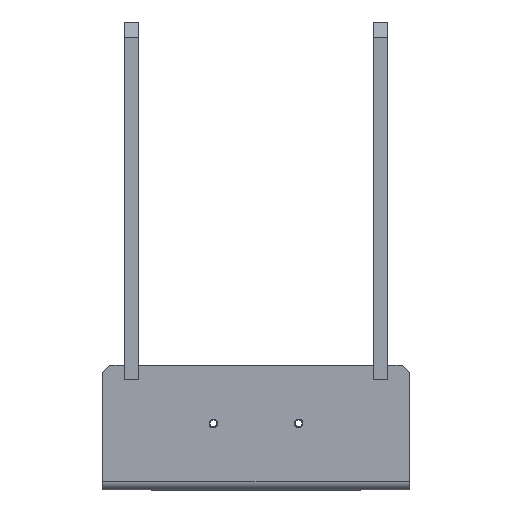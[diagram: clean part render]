
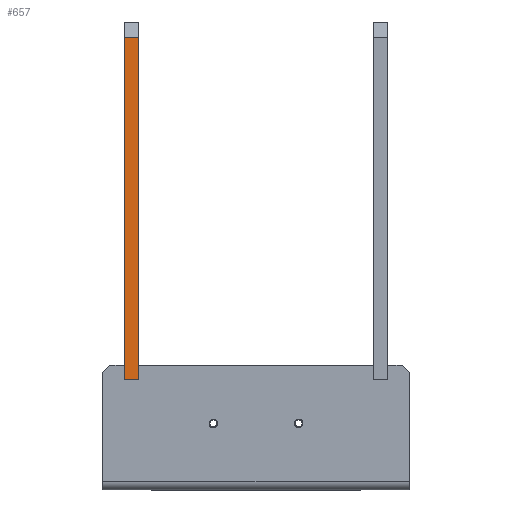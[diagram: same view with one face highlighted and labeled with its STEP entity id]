
A CAD part, left-side view. The second image highlights one B-rep face of the part: STEP entity #657.
In plain terms, the highlighted free-form (B-spline) face has degree [1, 1] with [2, 2] control points.
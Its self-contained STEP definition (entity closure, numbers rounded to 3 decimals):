
#657 = ADVANCED_FACE('',(#658),#688,.T.);
#658 = FACE_BOUND('',#659,.T.);
#659 = EDGE_LOOP('',(#660,#669,#676,#683));
#660 = ORIENTED_EDGE('',*,*,#661,.F.);
#661 = EDGE_CURVE('',#662,#664,#666,.T.);
#662 = VERTEX_POINT('',#663);
#663 = CARTESIAN_POINT('',(-152.912,215.299,
    -110.439));
#664 = VERTEX_POINT('',#665);
#665 = CARTESIAN_POINT('',(-152.912,215.299,
    184.717));
#666 = B_SPLINE_CURVE_WITH_KNOTS('',1,(#667,#668),.UNSPECIFIED.,.F.,.F.,
  (2,2),(-126.14,115.14),.PIECEWISE_BEZIER_KNOTS.);
#667 = CARTESIAN_POINT('',(-152.912,215.299,
    -110.439));
#668 = CARTESIAN_POINT('',(-152.912,215.299,
    184.717));
#669 = ORIENTED_EDGE('',*,*,#670,.T.);
#670 = EDGE_CURVE('',#662,#671,#673,.T.);
#671 = VERTEX_POINT('',#672);
#672 = CARTESIAN_POINT('',(-152.912,203.067,
    -110.439));
#673 = B_SPLINE_CURVE_WITH_KNOTS('',1,(#674,#675),.UNSPECIFIED.,.F.,.F.,
  (2,2),(0.,10.),.PIECEWISE_BEZIER_KNOTS.);
#674 = CARTESIAN_POINT('',(-152.912,215.299,
    -110.439));
#675 = CARTESIAN_POINT('',(-152.912,203.067,
    -110.439));
#676 = ORIENTED_EDGE('',*,*,#677,.T.);
#677 = EDGE_CURVE('',#671,#678,#680,.T.);
#678 = VERTEX_POINT('',#679);
#679 = CARTESIAN_POINT('',(-152.912,203.067,
    184.717));
#680 = B_SPLINE_CURVE_WITH_KNOTS('',1,(#681,#682),.UNSPECIFIED.,.F.,.F.,
  (2,2),(-126.14,115.14),.PIECEWISE_BEZIER_KNOTS.);
#681 = CARTESIAN_POINT('',(-152.912,203.067,
    -110.439));
#682 = CARTESIAN_POINT('',(-152.912,203.067,
    184.717));
#683 = ORIENTED_EDGE('',*,*,#684,.F.);
#684 = EDGE_CURVE('',#664,#678,#685,.T.);
#685 = B_SPLINE_CURVE_WITH_KNOTS('',1,(#686,#687),.UNSPECIFIED.,.F.,.F.,
  (2,2),(-10.,0.),.PIECEWISE_BEZIER_KNOTS.);
#686 = CARTESIAN_POINT('',(-152.912,215.299,
    184.717));
#687 = CARTESIAN_POINT('',(-152.912,203.067,
    184.717));
#688 = B_SPLINE_SURFACE_WITH_KNOTS('',1,1,(
    (#689,#690)
    ,(#691,#692
  )),.UNSPECIFIED.,.F.,.F.,.F.,(2,2),(2,2),(-126.14,115.14),(-10.,0.),
  .PIECEWISE_BEZIER_KNOTS.);
#689 = CARTESIAN_POINT('',(-152.912,203.067,
    -110.439));
#690 = CARTESIAN_POINT('',(-152.912,215.299,
    -110.439));
#691 = CARTESIAN_POINT('',(-152.912,203.067,
    184.717));
#692 = CARTESIAN_POINT('',(-152.912,215.299,
    184.717));
